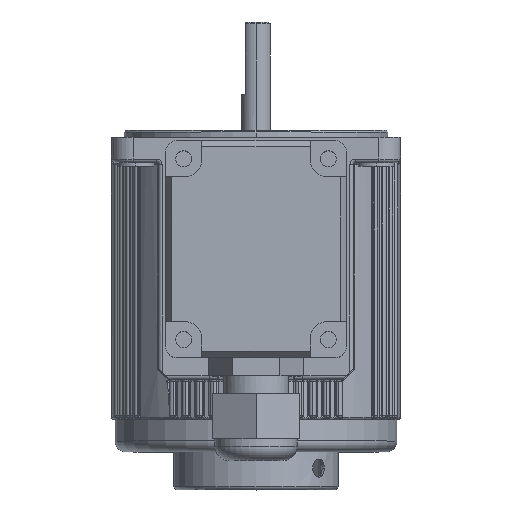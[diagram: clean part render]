
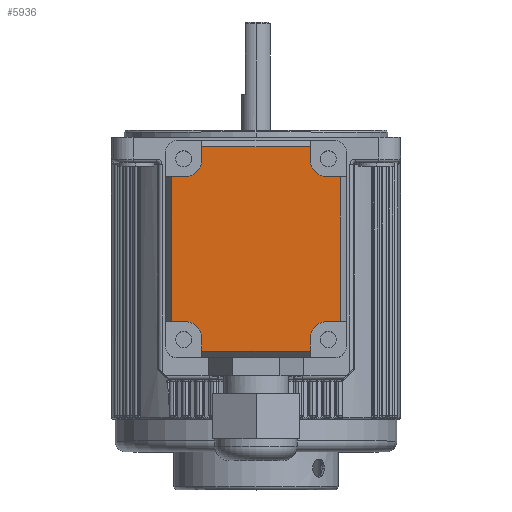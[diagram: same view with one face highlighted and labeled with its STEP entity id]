
A CAD part, top view. The second image highlights one B-rep face of the part: STEP entity #5936.
In plain terms, the highlighted face is planar.
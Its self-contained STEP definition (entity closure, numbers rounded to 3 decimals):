
#220 = CARTESIAN_POINT ( 'NONE',  ( -99.966, 40., -647.373 ) ) ;
#254 = CARTESIAN_POINT ( 'NONE',  ( -104.756, 40., -697.373 ) ) ;
#428 = ORIENTED_EDGE ( 'NONE', *, *, #2021, .T. ) ;
#938 = CARTESIAN_POINT ( 'NONE',  ( -99.966, 40., -692.163 ) ) ;
#954 = EDGE_CURVE ( 'NONE', #27058, #29513, #24608, .T. ) ;
#1534 = DIRECTION ( 'NONE',  ( 1., 0., 0. ) ) ;
#1996 = LINE ( 'NONE', #30694, #18538 ) ;
#2021 = EDGE_CURVE ( 'NONE', #20273, #9348, #7031, .T. ) ;
#2112 = CARTESIAN_POINT ( 'NONE',  ( -139.547, 40., -687.373 ) ) ;
#2247 = VECTOR ( 'NONE', #1534, 1000. ) ;
#2501 = EDGE_CURVE ( 'NONE', #18743, #9348, #11140, .T. ) ;
#2709 = DIRECTION ( 'NONE',  ( 0., 0., -1. ) ) ;
#3394 = VERTEX_POINT ( 'NONE', #25096 ) ;
#3485 = AXIS2_PLACEMENT_3D ( 'NONE', #11690, #34796, #15016 ) ;
#4090 = CARTESIAN_POINT ( 'NONE',  ( -143.024, 40., -687.373 ) ) ;
#4255 = DIRECTION ( 'NONE',  ( 0., 0., -1. ) ) ;
#4805 = PLANE ( 'NONE',  #24934 ) ;
#4939 = CARTESIAN_POINT ( 'NONE',  ( -104.756, 40., -647.373 ) ) ;
#5130 = CARTESIAN_POINT ( 'NONE',  ( -134.756, 40., -692.163 ) ) ;
#5627 = CARTESIAN_POINT ( 'NONE',  ( -143.024, 40., -647.373 ) ) ;
#5936 = ADVANCED_FACE ( 'NONE', ( #29017 ), #4805, .F. ) ;
#6507 = DIRECTION ( 'NONE',  ( 0., 0., -1. ) ) ;
#6702 = CARTESIAN_POINT ( 'NONE',  ( -104.756, 40., -647.373 ) ) ;
#6979 = AXIS2_PLACEMENT_3D ( 'NONE', #42304, #22462, #2709 ) ;
#7031 = CIRCLE ( 'NONE', #6979, 4.79 ) ;
#7432 = ORIENTED_EDGE ( 'NONE', *, *, #37036, .T. ) ;
#7575 = DIRECTION ( 'NONE',  ( -1., 0., 0. ) ) ;
#7877 = LINE ( 'NONE', #41235, #33181 ) ;
#7880 = CARTESIAN_POINT ( 'NONE',  ( -104.756, 40., -687.373 ) ) ;
#8113 = DIRECTION ( 'NONE',  ( 0., -1., 0. ) ) ;
#8457 = CARTESIAN_POINT ( 'NONE',  ( -104.756, 40., -639.105 ) ) ;
#8652 = EDGE_CURVE ( 'NONE', #20728, #36336, #42916, .T. ) ;
#9348 = VERTEX_POINT ( 'NONE', #33088 ) ;
#9650 = CARTESIAN_POINT ( 'NONE',  ( -134.756, 40., -695.641 ) ) ;
#10001 = ORIENTED_EDGE ( 'NONE', *, *, #41728, .F. ) ;
#10058 = EDGE_CURVE ( 'NONE', #3394, #16115, #40771, .T. ) ;
#11131 = VERTEX_POINT ( 'NONE', #9650 ) ;
#11140 = LINE ( 'NONE', #32413, #38563 ) ;
#11690 = CARTESIAN_POINT ( 'NONE',  ( -99.966, 40., -642.582 ) ) ;
#11740 = ORIENTED_EDGE ( 'NONE', *, *, #29912, .F. ) ;
#11757 = CARTESIAN_POINT ( 'NONE',  ( -134.756, 40., -639.105 ) ) ;
#12446 = AXIS2_PLACEMENT_3D ( 'NONE', #938, #24023, #4255 ) ;
#12500 = ORIENTED_EDGE ( 'NONE', *, *, #28465, .T. ) ;
#12846 = VECTOR ( 'NONE', #6507, 1000. ) ;
#12998 = VECTOR ( 'NONE', #34015, 1000. ) ;
#13990 = EDGE_CURVE ( 'NONE', #34578, #17166, #28609, .T. ) ;
#14113 = ORIENTED_EDGE ( 'NONE', *, *, #15232, .F. ) ;
#14744 = DIRECTION ( 'NONE',  ( 1., 0., 0. ) ) ;
#14778 = DIRECTION ( 'NONE',  ( 0., 0., -1. ) ) ;
#15016 = DIRECTION ( 'NONE',  ( 0., 0., -1. ) ) ;
#15232 = EDGE_CURVE ( 'NONE', #20273, #17929, #30604, .T. ) ;
#15445 = VERTEX_POINT ( 'NONE', #4090 ) ;
#16115 = VERTEX_POINT ( 'NONE', #39013 ) ;
#16808 = LINE ( 'NONE', #8457, #33354 ) ;
#16963 = CARTESIAN_POINT ( 'NONE',  ( -139.547, 40., -692.163 ) ) ;
#17166 = VERTEX_POINT ( 'NONE', #17518 ) ;
#17518 = CARTESIAN_POINT ( 'NONE',  ( -96.488, 40., -687.373 ) ) ;
#17681 = CARTESIAN_POINT ( 'NONE',  ( -134.756, 40., -647.373 ) ) ;
#17769 = VERTEX_POINT ( 'NONE', #41204 ) ;
#17912 = LINE ( 'NONE', #254, #25622 ) ;
#17929 = VERTEX_POINT ( 'NONE', #5627 ) ;
#18538 = VECTOR ( 'NONE', #7575, 1000. ) ;
#18743 = VERTEX_POINT ( 'NONE', #11757 ) ;
#19804 = LINE ( 'NONE', #31424, #37415 ) ;
#20134 = CARTESIAN_POINT ( 'NONE',  ( -99.966, 40., -687.373 ) ) ;
#20263 = DIRECTION ( 'NONE',  ( 0., 0., -1. ) ) ;
#20273 = VERTEX_POINT ( 'NONE', #39997 ) ;
#20556 = CARTESIAN_POINT ( 'NONE',  ( -144.756, 40., -687.373 ) ) ;
#20728 = VERTEX_POINT ( 'NONE', #220 ) ;
#21239 = CARTESIAN_POINT ( 'NONE',  ( 0., 40., 0. ) ) ;
#22462 = DIRECTION ( 'NONE',  ( 0., -1., 0. ) ) ;
#22652 = LINE ( 'NONE', #32947, #12846 ) ;
#23175 = EDGE_CURVE ( 'NONE', #17769, #11131, #1996, .T. ) ;
#23192 = VECTOR ( 'NONE', #23866, 1000. ) ;
#23250 = ORIENTED_EDGE ( 'NONE', *, *, #13990, .F. ) ;
#23866 = DIRECTION ( 'NONE',  ( 1., 0., 0. ) ) ;
#24023 = DIRECTION ( 'NONE',  ( 0., -1., 0. ) ) ;
#24608 = CIRCLE ( 'NONE', #39895, 4.79 ) ;
#24884 = EDGE_CURVE ( 'NONE', #17769, #34397, #17912, .T. ) ;
#24915 = DIRECTION ( 'NONE',  ( 1., 0., 0. ) ) ;
#24934 = AXIS2_PLACEMENT_3D ( 'NONE', #21239, #8113, #31227 ) ;
#25096 = CARTESIAN_POINT ( 'NONE',  ( -104.756, 40., -642.582 ) ) ;
#25499 = EDGE_CURVE ( 'NONE', #18743, #16115, #16808, .T. ) ;
#25622 = VECTOR ( 'NONE', #33195, 1000. ) ;
#25894 = EDGE_LOOP ( 'NONE', ( #38388, #40005, #42869, #29229, #41861, #30334, #23250, #7432, #29061, #36053, #11740, #30895, #10001, #12500, #14113, #428 ) ) ;
#27058 = VERTEX_POINT ( 'NONE', #5130 ) ;
#28465 = EDGE_CURVE ( 'NONE', #15445, #17929, #19804, .T. ) ;
#28609 = LINE ( 'NONE', #7880, #2247 ) ;
#28698 = CIRCLE ( 'NONE', #12446, 4.79 ) ;
#29017 = FACE_OUTER_BOUND ( 'NONE', #25894, .T. ) ;
#29061 = ORIENTED_EDGE ( 'NONE', *, *, #24884, .F. ) ;
#29229 = ORIENTED_EDGE ( 'NONE', *, *, #33105, .T. ) ;
#29513 = VERTEX_POINT ( 'NONE', #2112 ) ;
#29912 = EDGE_CURVE ( 'NONE', #27058, #11131, #7877, .T. ) ;
#30334 = ORIENTED_EDGE ( 'NONE', *, *, #33894, .T. ) ;
#30604 = LINE ( 'NONE', #17681, #12998 ) ;
#30694 = CARTESIAN_POINT ( 'NONE',  ( -134.756, 40., -695.641 ) ) ;
#30895 = ORIENTED_EDGE ( 'NONE', *, *, #954, .T. ) ;
#31227 = DIRECTION ( 'NONE',  ( 0., 0., -1. ) ) ;
#31424 = CARTESIAN_POINT ( 'NONE',  ( -143.024, 40., -647.373 ) ) ;
#32413 = CARTESIAN_POINT ( 'NONE',  ( -134.756, 40., -637.373 ) ) ;
#32947 = CARTESIAN_POINT ( 'NONE',  ( -96.488, 40., -687.373 ) ) ;
#33088 = CARTESIAN_POINT ( 'NONE',  ( -134.756, 40., -642.582 ) ) ;
#33105 = EDGE_CURVE ( 'NONE', #3394, #20728, #42398, .T. ) ;
#33137 = DIRECTION ( 'NONE',  ( 0., 0., 1. ) ) ;
#33181 = VECTOR ( 'NONE', #14778, 1000. ) ;
#33195 = DIRECTION ( 'NONE',  ( 0., 0., 1. ) ) ;
#33354 = VECTOR ( 'NONE', #24915, 1000. ) ;
#33894 = EDGE_CURVE ( 'NONE', #36336, #17166, #22652, .T. ) ;
#34015 = DIRECTION ( 'NONE',  ( -1., 0., 0. ) ) ;
#34397 = VERTEX_POINT ( 'NONE', #38827 ) ;
#34578 = VERTEX_POINT ( 'NONE', #20134 ) ;
#34796 = DIRECTION ( 'NONE',  ( 0., -1., 0. ) ) ;
#35650 = CARTESIAN_POINT ( 'NONE',  ( -96.488, 40., -647.373 ) ) ;
#36053 = ORIENTED_EDGE ( 'NONE', *, *, #23175, .T. ) ;
#36336 = VERTEX_POINT ( 'NONE', #35650 ) ;
#37036 = EDGE_CURVE ( 'NONE', #34578, #34397, #28698, .T. ) ;
#37415 = VECTOR ( 'NONE', #37636, 1000. ) ;
#37636 = DIRECTION ( 'NONE',  ( 0., 0., 1. ) ) ;
#38388 = ORIENTED_EDGE ( 'NONE', *, *, #2501, .F. ) ;
#38563 = VECTOR ( 'NONE', #38907, 1000. ) ;
#38827 = CARTESIAN_POINT ( 'NONE',  ( -104.756, 40., -692.163 ) ) ;
#38907 = DIRECTION ( 'NONE',  ( 0., 0., -1. ) ) ;
#39013 = CARTESIAN_POINT ( 'NONE',  ( -104.756, 40., -639.105 ) ) ;
#39895 = AXIS2_PLACEMENT_3D ( 'NONE', #16963, #40086, #20263 ) ;
#39997 = CARTESIAN_POINT ( 'NONE',  ( -139.547, 40., -647.373 ) ) ;
#40005 = ORIENTED_EDGE ( 'NONE', *, *, #25499, .T. ) ;
#40086 = DIRECTION ( 'NONE',  ( 0., -1., 0. ) ) ;
#40771 = LINE ( 'NONE', #6702, #41822 ) ;
#41204 = CARTESIAN_POINT ( 'NONE',  ( -104.756, 40., -695.641 ) ) ;
#41235 = CARTESIAN_POINT ( 'NONE',  ( -134.756, 40., -687.373 ) ) ;
#41728 = EDGE_CURVE ( 'NONE', #15445, #29513, #41873, .T. ) ;
#41822 = VECTOR ( 'NONE', #33137, 1000. ) ;
#41861 = ORIENTED_EDGE ( 'NONE', *, *, #8652, .T. ) ;
#41873 = LINE ( 'NONE', #20556, #23192 ) ;
#41898 = VECTOR ( 'NONE', #14744, 1000. ) ;
#42304 = CARTESIAN_POINT ( 'NONE',  ( -139.547, 40., -642.582 ) ) ;
#42398 = CIRCLE ( 'NONE', #3485, 4.79 ) ;
#42869 = ORIENTED_EDGE ( 'NONE', *, *, #10058, .F. ) ;
#42916 = LINE ( 'NONE', #4939, #41898 ) ;
